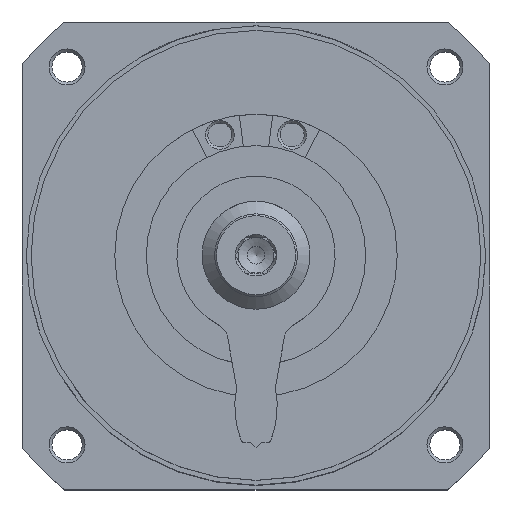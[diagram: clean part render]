
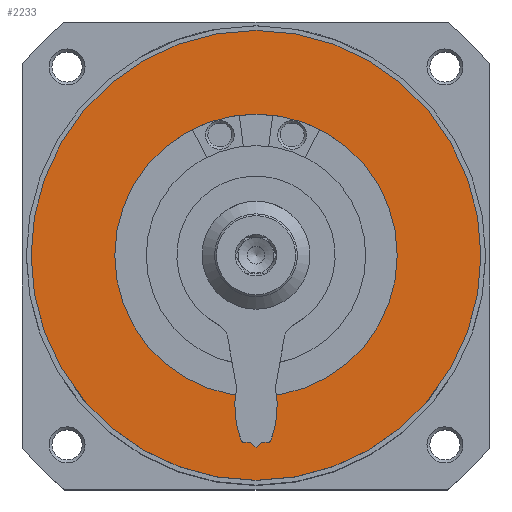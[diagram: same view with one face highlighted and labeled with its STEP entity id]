
A CAD part, top view. The second image highlights one B-rep face of the part: STEP entity #2233.
In plain terms, the highlighted face is planar.
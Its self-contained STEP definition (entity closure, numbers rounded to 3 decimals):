
#100=PLANE('',#2478);
#481=ORIENTED_EDGE('',*,*,#987,.F.);
#482=ORIENTED_EDGE('',*,*,#988,.T.);
#987=EDGE_CURVE('',#1252,#1252,#1464,.T.);
#988=EDGE_CURVE('',#1253,#1253,#1465,.T.);
#1252=VERTEX_POINT('',#3679);
#1253=VERTEX_POINT('',#3681);
#1464=CIRCLE('',#2479,62.5);
#1465=CIRCLE('',#2480,39.25);
#1638=EDGE_LOOP('',(#481));
#1639=EDGE_LOOP('',(#482));
#1917=FACE_BOUND('',#1638,.T.);
#1918=FACE_BOUND('',#1639,.T.);
#2233=ADVANCED_FACE('',(#1917,#1918),#100,.F.);
#2478=AXIS2_PLACEMENT_3D('',#3677,#2892,#2893);
#2479=AXIS2_PLACEMENT_3D('',#3678,#2894,#2895);
#2480=AXIS2_PLACEMENT_3D('',#3680,#2896,#2897);
#2892=DIRECTION('',(1.,0.,0.));
#2893=DIRECTION('',(0.,0.,-1.));
#2894=DIRECTION('',(1.,0.,0.));
#2895=DIRECTION('',(0.,0.,-1.));
#2896=DIRECTION('',(1.,0.,0.));
#2897=DIRECTION('',(0.,0.,-1.));
#3677=CARTESIAN_POINT('',(-114.,0.,0.));
#3678=CARTESIAN_POINT('',(-114.,0.,0.));
#3679=CARTESIAN_POINT('',(-114.,0.,-62.5));
#3680=CARTESIAN_POINT('',(-114.,0.,0.));
#3681=CARTESIAN_POINT('',(-114.,0.,-39.25));
